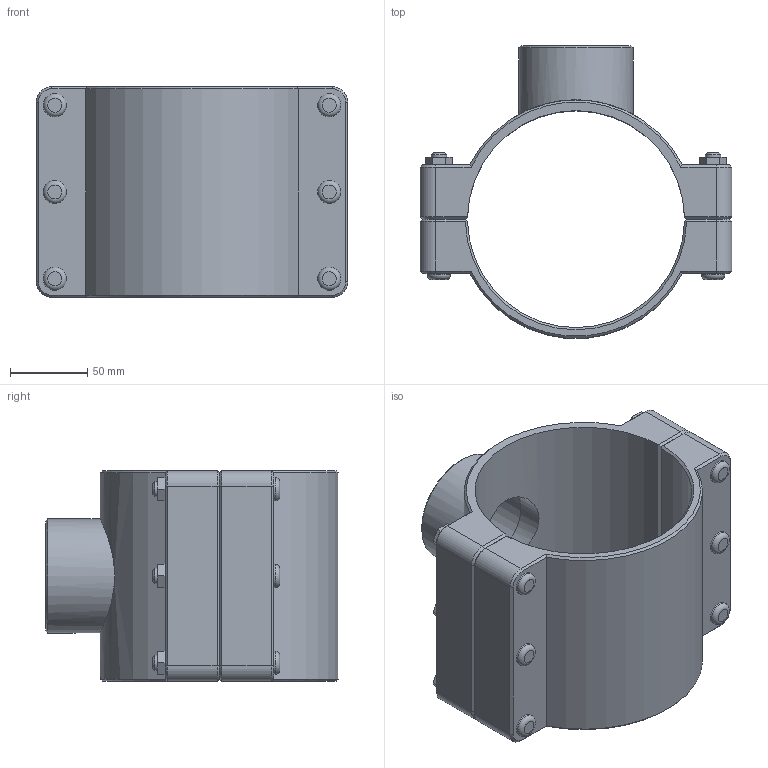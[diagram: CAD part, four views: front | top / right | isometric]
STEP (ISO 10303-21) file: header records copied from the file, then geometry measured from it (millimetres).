
FILE_DESCRIPTION(/* description */ ('PLASSON SADDLE 140-2"'),/* implementation_level */ '2;1');
FILE_NAME(/* name */ '160760140020_160860140020.ipt.stp',/* time_stamp */ '2017-06-18T09:25:50+03:00',/* author */ ('KIM'),/* organization */ (''),/* preprocessor_version */ 'ST-DEVELOPER v15.6',/* originating_system */ 'Autodesk Inventor 2015',/* authorisation */ '');
FILE_SCHEMA (('AUTOMOTIVE_DESIGN { 1 0 10303 214 3 1 1 }'));
Length unit declared in the file: millimetre
Products named in the file (1): 160760140020_160860140020
Bounding box: 201 x 188.72 x 136 mm (x, y, z)
Volume: 996870 mm3; surface area: 181312.6 mm2
Topology: 1 solids, 1 shells, 169 faces, 382 edges, 237 vertices
Faces by surface type: plane 100, cylinder 33, cone 30, torus 6
Full cylindrical faces by diameter (mm): 10 x6, 15 x12, 50 x1, 56.656 x1, 73.653 x1
Entity records: 4654 total; most frequent: CARTESIAN_POINT 933, DIRECTION 768, ORIENTED_EDGE 696, EDGE_CURVE 348, AXIS2_PLACEMENT_3D 272, EDGE_LOOP 237, VERTEX_POINT 237, LINE 224
